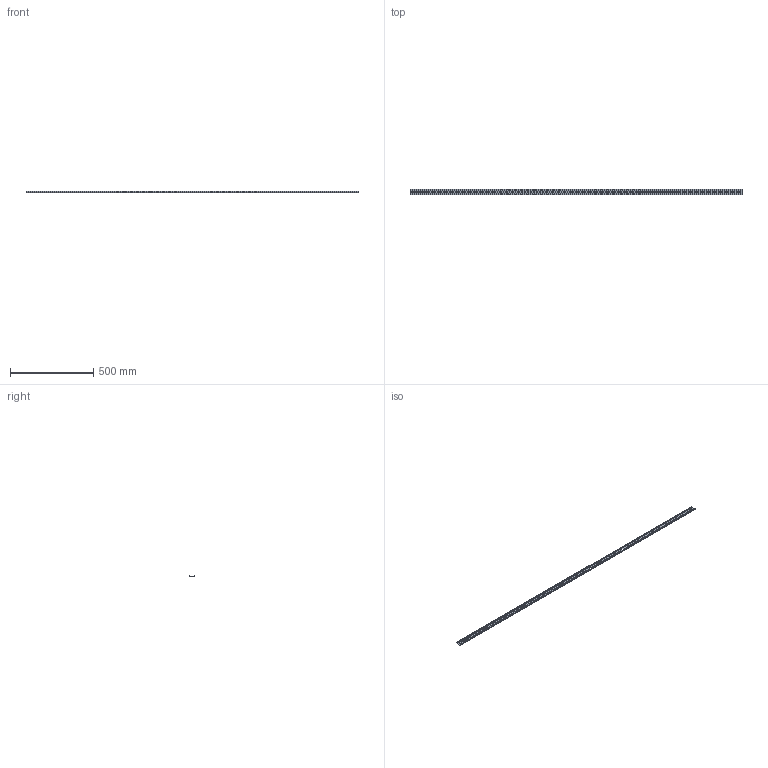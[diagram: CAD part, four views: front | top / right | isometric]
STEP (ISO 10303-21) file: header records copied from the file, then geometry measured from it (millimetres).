
FILE_DESCRIPTION(('CATIA V5 STEP Exchange','CAx-IF Rec.Pracs.--- Model Styling and Organization---1.4--- 2014-01-23'),'2;1');
FILE_NAME ('031619-2_3_7915060000_7915060000.stp','2023-02-07T12:07:38+00:00',('none'),('Weidmueller'),'CATIA Version 5-6 Release 2016 SP3 HF44','CATIA V5 STEP AP214','none');
FILE_SCHEMA(('AUTOMOTIVE_DESIGN { 1 0 10303 214 1 1 1 1 }'));
Length unit declared in the file: millimetre
Products named in the file (1): TS 35X7.5_LL 2M_ST_ZN
Bounding box: 2000 x 35 x 7.5 mm (x, y, z)
Volume: 84643.5 mm3; surface area: 176477.5 mm2
Topology: 1 solids, 1 shells, 246 faces, 732 edges, 488 vertices
Faces by surface type: plane 127, cylinder 119
Entity records: 7779 total; most frequent: ORIENTED_EDGE 1464, CARTESIAN_POINT 1381, DIRECTION 994, EDGE_CURVE 732, VECTOR 494, LINE 494, VERTEX_POINT 488, AXIS2_PLACEMENT_3D 367
